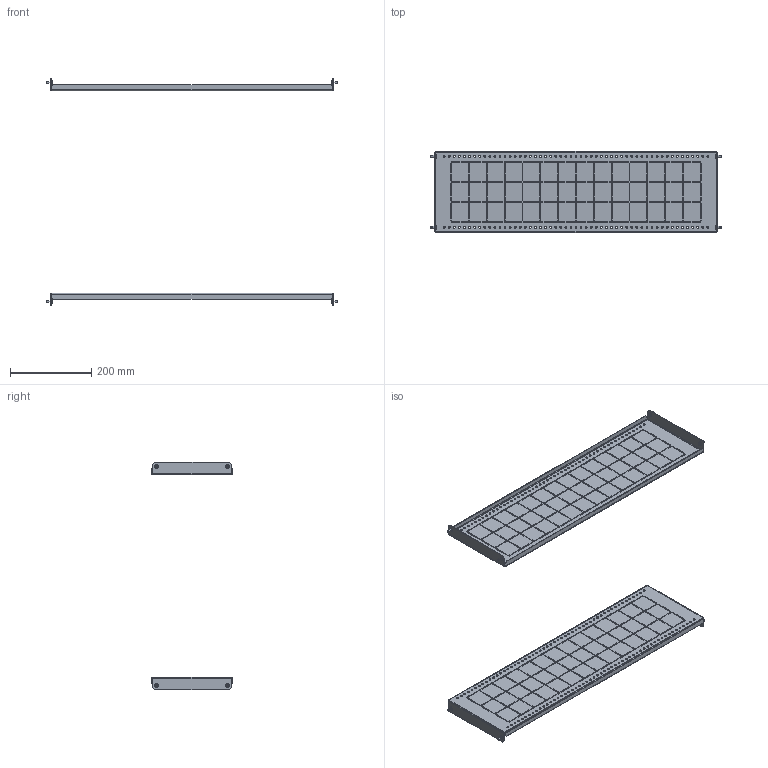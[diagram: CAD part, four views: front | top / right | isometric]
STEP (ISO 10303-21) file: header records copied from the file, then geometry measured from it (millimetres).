
FILE_DESCRIPTION (( 'STEP AP203' ), '1' );
FILE_NAME ('Ïàíåëè áîêîâûå ñåêöèîííûå Â200 Ã800 (2 øò.) EKF AleSta.STEP', '2025-09-15T11:20:39', ( '' ), ( '' ), 'SwSTEP 2.0', 'SolidWorks 2021', '' );
FILE_SCHEMA (( 'CONFIG_CONTROL_DESIGN' ));
Length unit declared in the file: millimetre
Products named in the file (3): MA1.800.060603.04.01 Ïàíåëè áîêîâûå äëÿ ñåêöèîíèðîâàíèÿ Â300 Ã600 ìì_‚200ƒ800; Ïàíåëè áîêîâûå ñåêöèîííûå Â200 Ã800 (2 øò.) EKF AleSta; Âèíò_ðåçüáîâûäàâëèâàþùèé_Ì5õ12_DIN 7500E_Œ5å12
Assembly tree (10 placements, depth 2):
  Ïàíåëè áîêîâûå ñåêöèîííûå Â200 Ã800 (2 øò.) EKF AleSta
    MA1.800.060603.04.01 Ïàíåëè áîêîâûå äëÿ ñåêöèîíèðîâàíèÿ Â300 Ã600 ìì_‚200ƒ800  x2
    Âèíò_ðåçüáîâûäàâëèâàþùèé_Ì5õ12_DIN 7500E_Œ5å12  x8
Bounding box: 718 x 199 x 562 mm (x, y, z)
Volume: 470966.2 mm3; surface area: 663966.5 mm2
Topology: 10 solids, 10 shells, 1468 faces, 4216 edges, 2784 vertices
Faces by surface type: plane 964, cylinder 488, cone 16
Entity records: 24069 total; most frequent: CARTESIAN_POINT 4031, ORIENTED_EDGE 4012, DIRECTION 3870, EDGE_CURVE 2006, LINE 1540, VECTOR 1540, VERTEX_POINT 1326, AXIS2_PLACEMENT_3D 1165
